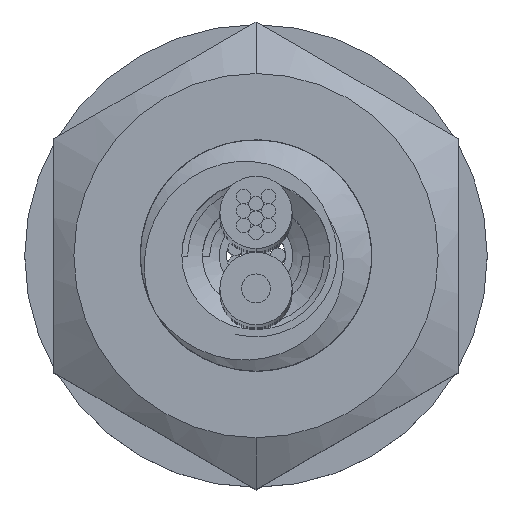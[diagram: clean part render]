
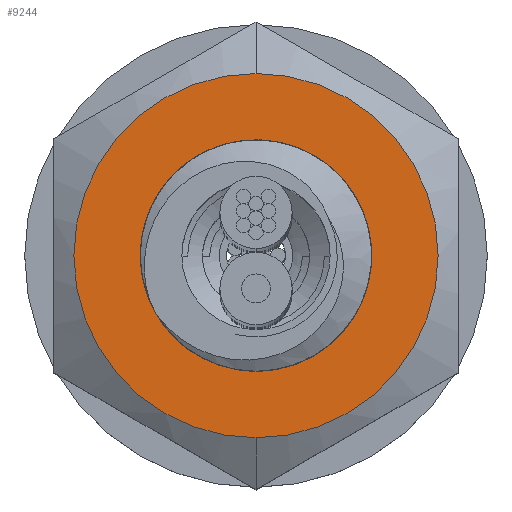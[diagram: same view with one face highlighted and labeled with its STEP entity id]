
A CAD part, top view. The second image highlights one B-rep face of the part: STEP entity #9244.
In plain terms, the highlighted planar face has unit normal (0, 0, 1).
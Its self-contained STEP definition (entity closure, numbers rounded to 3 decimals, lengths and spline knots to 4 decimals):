
#8935=CARTESIAN_POINT('',(0.,0.,2.544));
#8936=DIRECTION('',(0.,0.,1.));
#8937=DIRECTION('',(-1.,0.,0.));
#8938=AXIS2_PLACEMENT_3D('',#8935,#8936,#8937);
#8940=CARTESIAN_POINT('',(0.,0.,2.544));
#8941=DIRECTION('',(0.,0.,1.));
#8942=DIRECTION('',(1.,0.,0.));
#8943=AXIS2_PLACEMENT_3D('',#8940,#8941,#8942);
#8945=CARTESIAN_POINT('',(0.,0.,2.544));
#8946=DIRECTION('',(0.,0.,1.));
#8947=DIRECTION('',(0.,1.,0.));
#8948=AXIS2_PLACEMENT_3D('',#8945,#8946,#8947);
#8950=CARTESIAN_POINT('',(0.,0.,2.544));
#8951=DIRECTION('',(0.,0.,1.));
#8952=DIRECTION('',(0.,-1.,0.));
#8953=AXIS2_PLACEMENT_3D('',#8950,#8951,#8952);
#9152=CARTESIAN_POINT('',(-1.65,0.,2.544));
#9154=VERTEX_POINT('',#9152);
#9156=CARTESIAN_POINT('',(1.65,0.,2.544));
#9158=VERTEX_POINT('',#9156);
#9159=CARTESIAN_POINT('',(0.,3.15,2.544));
#9161=VERTEX_POINT('',#9159);
#9167=CARTESIAN_POINT('',(0.,-3.15,2.544));
#9169=VERTEX_POINT('',#9167);
#9229=CARTESIAN_POINT('',(0.,0.,2.544));
#9230=DIRECTION('',(0.,0.,1.));
#9231=DIRECTION('',(1.,0.,0.));
#9232=AXIS2_PLACEMENT_3D('',#9229,#9230,#9231);
#9233=PLANE('',#9232);
#9235=ORIENTED_EDGE('',*,*,#9234,.F.);
#9237=ORIENTED_EDGE('',*,*,#9236,.F.);
#9238=EDGE_LOOP('',(#9235,#9237));
#9239=FACE_OUTER_BOUND('',#9238,.F.);
#9240=ORIENTED_EDGE('',*,*,#9211,.T.);
#9241=ORIENTED_EDGE('',*,*,#9222,.T.);
#9242=EDGE_LOOP('',(#9240,#9241));
#9243=FACE_BOUND('',#9242,.F.);
#9244=ADVANCED_FACE('',(#9239,#9243),#9233,.T.);
#8939=CIRCLE('',#8938,1.65);
#8944=CIRCLE('',#8943,1.65);
#8949=CIRCLE('',#8948,3.15);
#8954=CIRCLE('',#8953,3.15);
#9211=EDGE_CURVE('',#9154,#9158,#8939,.T.);
#9222=EDGE_CURVE('',#9158,#9154,#8944,.T.);
#9234=EDGE_CURVE('',#9161,#9169,#8949,.T.);
#9236=EDGE_CURVE('',#9169,#9161,#8954,.T.);
